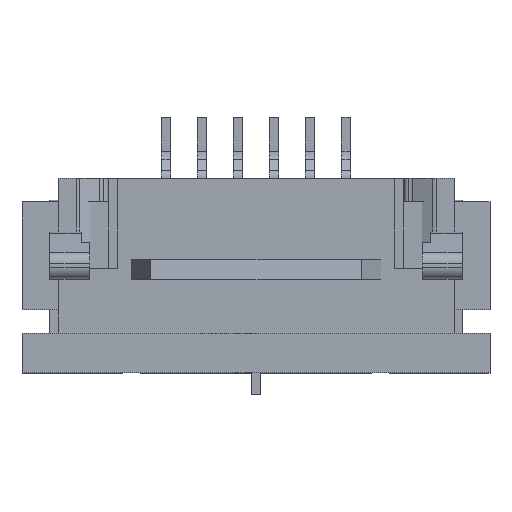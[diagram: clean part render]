
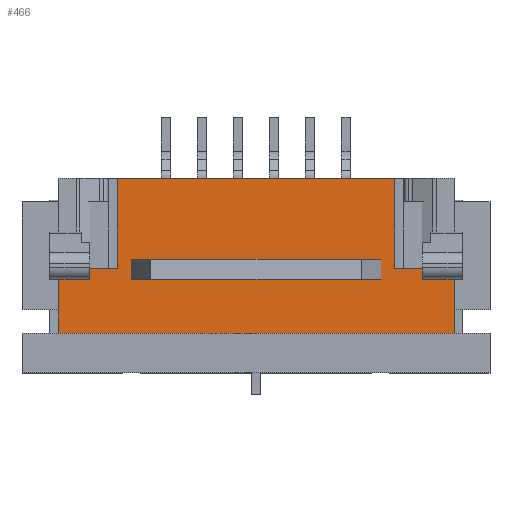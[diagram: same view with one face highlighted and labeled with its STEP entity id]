
A CAD part, top view. The second image highlights one B-rep face of the part: STEP entity #466.
In plain terms, the highlighted planar face has unit normal (0, 0, 1).
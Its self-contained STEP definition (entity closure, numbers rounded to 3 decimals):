
#466 = ADVANCED_FACE( '', ( #1035 ), #1036, .F. );
#1035 = FACE_OUTER_BOUND( '', #1687, .T. );
#1036 = PLANE( '', #1688 );
#1687 = EDGE_LOOP( '', ( #2479, #2480, #2481, #2482, #2483, #2484, #2485, #2486 ) );
#1688 = AXIS2_PLACEMENT_3D( '', #2487, #2488, #2489 );
#2479 = ORIENTED_EDGE( '', *, *, #5030, .T. );
#2480 = ORIENTED_EDGE( '', *, *, #5031, .F. );
#2481 = ORIENTED_EDGE( '', *, *, #5032, .T. );
#2482 = ORIENTED_EDGE( '', *, *, #5033, .F. );
#2483 = ORIENTED_EDGE( '', *, *, #5034, .F. );
#2484 = ORIENTED_EDGE( '', *, *, #5035, .F. );
#2485 = ORIENTED_EDGE( '', *, *, #5004, .F. );
#2486 = ORIENTED_EDGE( '', *, *, #5028, .T. );
#2487 = CARTESIAN_POINT( '', ( 5.5, -2.15, 1.5 ) );
#2488 = DIRECTION( '', ( 0., 0., -1. ) );
#2489 = DIRECTION( '', ( -1., 0., 0. ) );
#5004 = EDGE_CURVE( '', #5962, #5964, #5965, .T. );
#5028 = EDGE_CURVE( '', #5962, #6006, #6008, .T. );
#5030 = EDGE_CURVE( '', #6006, #6010, #6011, .T. );
#5031 = EDGE_CURVE( '', #6012, #6010, #6013, .T. );
#5032 = EDGE_CURVE( '', #6012, #6014, #6015, .T. );
#5033 = EDGE_CURVE( '', #6016, #6014, #6017, .T. );
#5034 = EDGE_CURVE( '', #6018, #6016, #6019, .T. );
#5035 = EDGE_CURVE( '', #5964, #6018, #6020, .T. );
#5962 = VERTEX_POINT( '', #7287 );
#5964 = VERTEX_POINT( '', #7290 );
#5965 = LINE( '', #7291, #7292 );
#6006 = VERTEX_POINT( '', #7350 );
#6008 = LINE( '', #7353, #7354 );
#6010 = VERTEX_POINT( '', #7357 );
#6011 = LINE( '', #7358, #7359 );
#6012 = VERTEX_POINT( '', #7360 );
#6013 = LINE( '', #7361, #7362 );
#6014 = VERTEX_POINT( '', #7363 );
#6015 = LINE( '', #7364, #7365 );
#6016 = VERTEX_POINT( '', #7366 );
#6017 = LINE( '', #7367, #7368 );
#6018 = VERTEX_POINT( '', #7369 );
#6019 = LINE( '', #7370, #7371 );
#6020 = LINE( '', #7372, #7373 );
#7287 = CARTESIAN_POINT( '', ( 5.5, -2.15, 1.5 ) );
#7290 = CARTESIAN_POINT( '', ( -5.5, -2.15, 1.5 ) );
#7291 = CARTESIAN_POINT( '', ( 5.5, -2.15, 1.5 ) );
#7292 = VECTOR( '', #9121, 1000. );
#7350 = CARTESIAN_POINT( '', ( 5.5, -0.35, 1.5 ) );
#7353 = CARTESIAN_POINT( '', ( 5.5, -2.15, 1.5 ) );
#7354 = VECTOR( '', #9155, 1000. );
#7357 = CARTESIAN_POINT( '', ( 3.85, -0.35, 1.5 ) );
#7358 = CARTESIAN_POINT( '', ( 3.85, -0.35, 1.5 ) );
#7359 = VECTOR( '', #9157, 1000. );
#7360 = CARTESIAN_POINT( '', ( 3.85, 2.15, 1.5 ) );
#7361 = CARTESIAN_POINT( '', ( 3.85, 12.266, 1.5 ) );
#7362 = VECTOR( '', #9158, 1000. );
#7363 = CARTESIAN_POINT( '', ( -3.85, 2.15, 1.5 ) );
#7364 = CARTESIAN_POINT( '', ( 5.5, 2.15, 1.5 ) );
#7365 = VECTOR( '', #9159, 1000. );
#7366 = CARTESIAN_POINT( '', ( -3.85, -0.35, 1.5 ) );
#7367 = CARTESIAN_POINT( '', ( -3.85, -2.15, 1.5 ) );
#7368 = VECTOR( '', #9160, 1000. );
#7369 = CARTESIAN_POINT( '', ( -5.5, -0.35, 1.5 ) );
#7370 = CARTESIAN_POINT( '', ( -3.85, -0.35, 1.5 ) );
#7371 = VECTOR( '', #9161, 1000. );
#7372 = CARTESIAN_POINT( '', ( -5.5, -2.15, 1.5 ) );
#7373 = VECTOR( '', #9162, 1000. );
#9121 = DIRECTION( '', ( -1., 0., 0. ) );
#9155 = DIRECTION( '', ( 0., 1., 0. ) );
#9157 = DIRECTION( '', ( -1., 0., 0. ) );
#9158 = DIRECTION( '', ( 0., -1., 0. ) );
#9159 = DIRECTION( '', ( -1., 0., 0. ) );
#9160 = DIRECTION( '', ( 0., 1., 0. ) );
#9161 = DIRECTION( '', ( 1., 0., 0. ) );
#9162 = DIRECTION( '', ( 0., 1., 0. ) );
